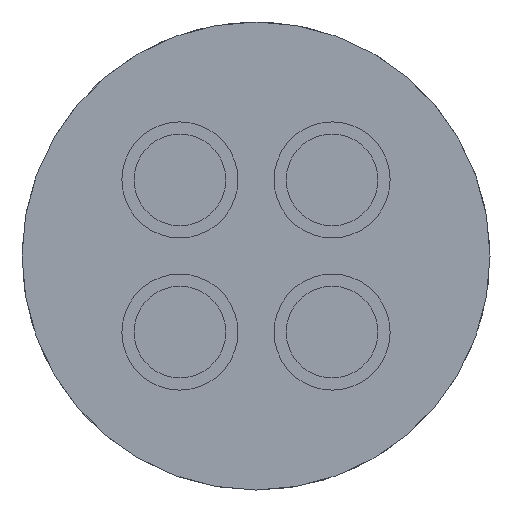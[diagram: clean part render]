
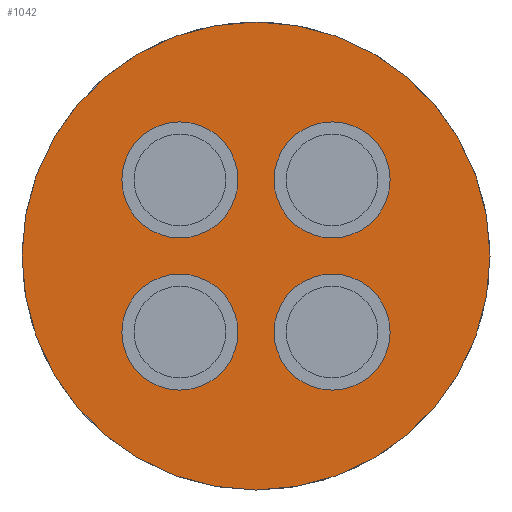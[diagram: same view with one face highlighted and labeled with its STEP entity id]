
A CAD part, left-side view. The second image highlights one B-rep face of the part: STEP entity #1042.
In plain terms, the highlighted planar face has unit normal (-1, 0, 0).
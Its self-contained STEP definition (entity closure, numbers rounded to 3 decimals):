
#66=FACE_BOUND('',#247,.T.);
#67=FACE_BOUND('',#248,.T.);
#68=FACE_BOUND('',#249,.T.);
#69=FACE_BOUND('',#250,.T.);
#98=PLANE('',#1188);
#155=FACE_OUTER_BOUND('',#246,.T.);
#246=EDGE_LOOP('',(#909));
#247=EDGE_LOOP('',(#910));
#248=EDGE_LOOP('',(#911));
#249=EDGE_LOOP('',(#912));
#250=EDGE_LOOP('',(#913));
#443=CIRCLE('',#1161,3.1);
#446=CIRCLE('',#1166,3.1);
#449=CIRCLE('',#1171,3.1);
#452=CIRCLE('',#1176,3.1);
#456=CIRCLE('',#1186,12.5);
#527=VERTEX_POINT('',#1715);
#530=VERTEX_POINT('',#1724);
#533=VERTEX_POINT('',#1733);
#536=VERTEX_POINT('',#1742);
#540=VERTEX_POINT('',#1761);
#645=EDGE_CURVE('',#527,#527,#443,.T.);
#649=EDGE_CURVE('',#530,#530,#446,.T.);
#653=EDGE_CURVE('',#533,#533,#449,.T.);
#657=EDGE_CURVE('',#536,#536,#452,.T.);
#667=EDGE_CURVE('',#540,#540,#456,.T.);
#909=ORIENTED_EDGE('',*,*,#667,.F.);
#910=ORIENTED_EDGE('',*,*,#645,.T.);
#911=ORIENTED_EDGE('',*,*,#649,.T.);
#912=ORIENTED_EDGE('',*,*,#653,.T.);
#913=ORIENTED_EDGE('',*,*,#657,.T.);
#1042=ADVANCED_FACE('',(#155,#66,#67,#68,#69),#98,.F.);
#1161=AXIS2_PLACEMENT_3D('',#1716,#1417,#1418);
#1166=AXIS2_PLACEMENT_3D('',#1725,#1428,#1429);
#1171=AXIS2_PLACEMENT_3D('',#1734,#1439,#1440);
#1176=AXIS2_PLACEMENT_3D('',#1743,#1450,#1451);
#1186=AXIS2_PLACEMENT_3D('',#1763,#1476,#1477);
#1188=AXIS2_PLACEMENT_3D('',#1765,#1480,#1481);
#1417=DIRECTION('center_axis',(1.,0.,0.));
#1418=DIRECTION('ref_axis',(0.,1.,0.));
#1428=DIRECTION('center_axis',(1.,0.,0.));
#1429=DIRECTION('ref_axis',(0.,1.,0.));
#1439=DIRECTION('center_axis',(1.,0.,0.));
#1440=DIRECTION('ref_axis',(0.,1.,0.));
#1450=DIRECTION('center_axis',(1.,0.,0.));
#1451=DIRECTION('ref_axis',(0.,1.,0.));
#1476=DIRECTION('center_axis',(1.,0.,0.));
#1477=DIRECTION('ref_axis',(0.,1.,0.));
#1480=DIRECTION('center_axis',(1.,0.,0.));
#1481=DIRECTION('ref_axis',(0.,1.,0.));
#1715=CARTESIAN_POINT('',(0.,-7.166,-4.066));
#1716=CARTESIAN_POINT('Origin',(0.,-4.066,-4.066));
#1724=CARTESIAN_POINT('',(0.,0.966,4.066));
#1725=CARTESIAN_POINT('Origin',(0.,4.066,4.066));
#1733=CARTESIAN_POINT('',(0.,-7.166,4.066));
#1734=CARTESIAN_POINT('Origin',(0.,-4.066,4.066));
#1742=CARTESIAN_POINT('',(0.,0.966,-4.066));
#1743=CARTESIAN_POINT('Origin',(0.,4.066,-4.066));
#1761=CARTESIAN_POINT('',(0.,-12.5,0.));
#1763=CARTESIAN_POINT('Origin',(0.,0.,0.));
#1765=CARTESIAN_POINT('Origin',(0.,0.,0.));
